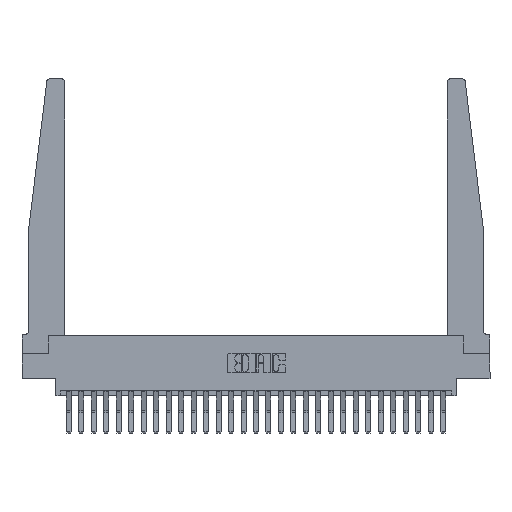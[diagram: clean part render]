
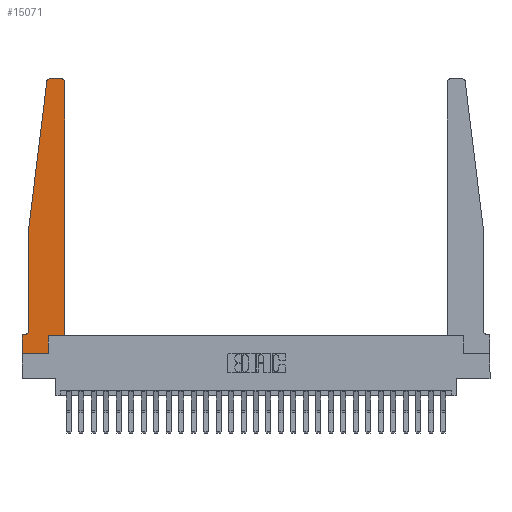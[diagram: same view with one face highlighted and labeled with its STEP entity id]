
A CAD part, top view. The second image highlights one B-rep face of the part: STEP entity #15071.
In plain terms, the highlighted planar face has unit normal (0, 0, 1).
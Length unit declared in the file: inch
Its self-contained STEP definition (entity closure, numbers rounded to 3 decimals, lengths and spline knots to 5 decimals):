
#103 = AXIS2_PLACEMENT_3D ( 'NONE', #25563, #13244, #824 ) ;
#301 = EDGE_CURVE ( 'NONE', #14367, #4153, #721, .T. ) ;
#721 = LINE ( 'NONE', #21372, #11157 ) ;
#824 = DIRECTION ( 'NONE',  ( -1., 0., 0. ) ) ;
#917 = CARTESIAN_POINT ( 'NONE',  ( 0.425, 0.18, 0.37 ) ) ;
#1033 = LINE ( 'NONE', #3478, #23625 ) ;
#1214 = ORIENTED_EDGE ( 'NONE', *, *, #24494, .T. ) ;
#1737 = CARTESIAN_POINT ( 'NONE',  ( 0.25, 2.75, 0.37 ) ) ;
#1741 = VERTEX_POINT ( 'NONE', #2177 ) ;
#1781 = ORIENTED_EDGE ( 'NONE', *, *, #6800, .T. ) ;
#2177 = CARTESIAN_POINT ( 'NONE',  ( 0.395, 2.75, 0.37 ) ) ;
#2338 = VECTOR ( 'NONE', #24632, 39.37008 ) ;
#2418 = CIRCLE ( 'NONE', #103, 0.05 ) ;
#2509 = CARTESIAN_POINT ( 'NONE',  ( 0.2605, 0.18, 0.37 ) ) ;
#2903 = CARTESIAN_POINT ( 'NONE',  ( 0.27653, 2.72, 0.37 ) ) ;
#3376 = EDGE_CURVE ( 'NONE', #1741, #21898, #16710, .T. ) ;
#3478 = CARTESIAN_POINT ( 'NONE',  ( 0., 0., 0.37 ) ) ;
#3582 = CARTESIAN_POINT ( 'NONE',  ( 0.2605, 0., 0.37 ) ) ;
#3855 = DIRECTION ( 'NONE',  ( -1., 0., 0. ) ) ;
#3871 = PLANE ( 'NONE',  #22136 ) ;
#3927 = VECTOR ( 'NONE', #24639, 39.37008 ) ;
#4153 = VERTEX_POINT ( 'NONE', #25219 ) ;
#4360 = VERTEX_POINT ( 'NONE', #13623 ) ;
#4403 = VERTEX_POINT ( 'NONE', #26015 ) ;
#4700 = ORIENTED_EDGE ( 'NONE', *, *, #3376, .T. ) ;
#4751 = ORIENTED_EDGE ( 'NONE', *, *, #8826, .T. ) ;
#4983 = DIRECTION ( 'NONE',  ( 1., 0., 0. ) ) ;
#5431 = ORIENTED_EDGE ( 'NONE', *, *, #301, .T. ) ;
#5687 = ORIENTED_EDGE ( 'NONE', *, *, #22588, .T. ) ;
#6003 = ORIENTED_EDGE ( 'NONE', *, *, #8352, .T. ) ;
#6115 = CARTESIAN_POINT ( 'NONE',  ( 0.065, 1.25, 0.37 ) ) ;
#6222 = LINE ( 'NONE', #20362, #21971 ) ;
#6473 = EDGE_CURVE ( 'NONE', #19441, #4403, #7885, .T. ) ;
#6666 = CARTESIAN_POINT ( 'NONE',  ( 0.425, 0.18, 0.37 ) ) ;
#6800 = EDGE_CURVE ( 'NONE', #4403, #20724, #6222, .T. ) ;
#7885 = LINE ( 'NONE', #6115, #2338 ) ;
#8228 = CARTESIAN_POINT ( 'NONE',  ( 0.2605, 0.18, 0.37 ) ) ;
#8352 = EDGE_CURVE ( 'NONE', #21898, #19441, #11555, .T. ) ;
#8548 = VECTOR ( 'NONE', #16931, 39.37008 ) ;
#8826 = EDGE_CURVE ( 'NONE', #4360, #24386, #12517, .T. ) ;
#9494 = CARTESIAN_POINT ( 'NONE',  ( 0.065, 0.2375, 0.37 ) ) ;
#9892 = CARTESIAN_POINT ( 'NONE',  ( 0., 0., 0.37 ) ) ;
#10174 = DIRECTION ( 'NONE',  ( 0., 0., 1. ) ) ;
#11157 = VECTOR ( 'NONE', #25842, 39.37008 ) ;
#11208 = EDGE_CURVE ( 'NONE', #12507, #14367, #19457, .T. ) ;
#11555 = CIRCLE ( 'NONE', #11748, 0.03 ) ;
#11748 = AXIS2_PLACEMENT_3D ( 'NONE', #2903, #17355, #4983 ) ;
#12282 = CARTESIAN_POINT ( 'NONE',  ( 0.395, 2.72, 0.37 ) ) ;
#12507 = VERTEX_POINT ( 'NONE', #2509 ) ;
#12517 = LINE ( 'NONE', #12646, #17359 ) ;
#12646 = CARTESIAN_POINT ( 'NONE',  ( 0., 0., 0.37 ) ) ;
#12920 = CARTESIAN_POINT ( 'NONE',  ( 0.27653, 2.75, 0.37 ) ) ;
#13244 = DIRECTION ( 'NONE',  ( 0., 0., -1. ) ) ;
#13623 = CARTESIAN_POINT ( 'NONE',  ( 0., 0.1875, 0.37 ) ) ;
#14354 = DIRECTION ( 'NONE',  ( 1., 0., 0. ) ) ;
#14367 = VERTEX_POINT ( 'NONE', #917 ) ;
#14716 = DIRECTION ( 'NONE',  ( 0., -1., 0. ) ) ;
#15071 = ADVANCED_FACE ( 'NONE', ( #15232 ), #3871, .T. ) ;
#15119 = ORIENTED_EDGE ( 'NONE', *, *, #25007, .T. ) ;
#15232 = FACE_OUTER_BOUND ( 'NONE', #20767, .T. ) ;
#15856 = DIRECTION ( 'NONE',  ( 1., 0., 0. ) ) ;
#16243 = CARTESIAN_POINT ( 'NONE',  ( 0.065, 0.1875, 0.37 ) ) ;
#16710 = LINE ( 'NONE', #1737, #20861 ) ;
#16931 = DIRECTION ( 'NONE',  ( 1., 0., 0. ) ) ;
#17032 = ORIENTED_EDGE ( 'NONE', *, *, #24899, .T. ) ;
#17355 = DIRECTION ( 'NONE',  ( 0., 0., 1. ) ) ;
#17359 = VECTOR ( 'NONE', #14716, 39.37008 ) ;
#17982 = ORIENTED_EDGE ( 'NONE', *, *, #26227, .T. ) ;
#18090 = VECTOR ( 'NONE', #3855, 39.37008 ) ;
#18306 = DIRECTION ( 'NONE',  ( 0., -1., 0. ) ) ;
#18778 = CIRCLE ( 'NONE', #21092, 0.03 ) ;
#19441 = VERTEX_POINT ( 'NONE', #25965 ) ;
#19457 = LINE ( 'NONE', #6666, #8548 ) ;
#20216 = DIRECTION ( 'NONE',  ( -1., 0., 0. ) ) ;
#20362 = CARTESIAN_POINT ( 'NONE',  ( 0.065, 1.25, 0.37 ) ) ;
#20389 = LINE ( 'NONE', #8228, #3927 ) ;
#20724 = VERTEX_POINT ( 'NONE', #9494 ) ;
#20767 = EDGE_LOOP ( 'NONE', ( #4700, #6003, #23054, #1781, #5687, #17982, #4751, #17032, #15119, #21213, #5431, #1214 ) ) ;
#20861 = VECTOR ( 'NONE', #20216, 39.37008 ) ;
#21092 = AXIS2_PLACEMENT_3D ( 'NONE', #12282, #26635, #14354 ) ;
#21213 = ORIENTED_EDGE ( 'NONE', *, *, #11208, .T. ) ;
#21372 = CARTESIAN_POINT ( 'NONE',  ( 0.425, 0.18, 0.37 ) ) ;
#21898 = VERTEX_POINT ( 'NONE', #12920 ) ;
#21971 = VECTOR ( 'NONE', #18306, 39.37008 ) ;
#22136 = AXIS2_PLACEMENT_3D ( 'NONE', #26479, #10174, #24506 ) ;
#22146 = VERTEX_POINT ( 'NONE', #24301 ) ;
#22588 = EDGE_CURVE ( 'NONE', #20724, #22146, #2418, .T. ) ;
#22876 = LINE ( 'NONE', #16243, #18090 ) ;
#23054 = ORIENTED_EDGE ( 'NONE', *, *, #6473, .T. ) ;
#23625 = VECTOR ( 'NONE', #15856, 39.37008 ) ;
#24301 = CARTESIAN_POINT ( 'NONE',  ( 0.015, 0.1875, 0.37 ) ) ;
#24372 = VERTEX_POINT ( 'NONE', #3582 ) ;
#24386 = VERTEX_POINT ( 'NONE', #9892 ) ;
#24494 = EDGE_CURVE ( 'NONE', #4153, #1741, #18778, .T. ) ;
#24506 = DIRECTION ( 'NONE',  ( 1., 0., 0. ) ) ;
#24632 = DIRECTION ( 'NONE',  ( -0.122, -0.992, 0. ) ) ;
#24639 = DIRECTION ( 'NONE',  ( 0., 1., 0. ) ) ;
#24899 = EDGE_CURVE ( 'NONE', #24386, #24372, #1033, .T. ) ;
#25007 = EDGE_CURVE ( 'NONE', #24372, #12507, #20389, .T. ) ;
#25219 = CARTESIAN_POINT ( 'NONE',  ( 0.425, 2.72, 0.37 ) ) ;
#25563 = CARTESIAN_POINT ( 'NONE',  ( 0.015, 0.2375, 0.37 ) ) ;
#25842 = DIRECTION ( 'NONE',  ( 0., 1., 0. ) ) ;
#25965 = CARTESIAN_POINT ( 'NONE',  ( 0.24675, 2.72367, 0.37 ) ) ;
#26015 = CARTESIAN_POINT ( 'NONE',  ( 0.065, 1.25, 0.37 ) ) ;
#26227 = EDGE_CURVE ( 'NONE', #22146, #4360, #22876, .T. ) ;
#26479 = CARTESIAN_POINT ( 'NONE',  ( 0., 0.1875, 0.37 ) ) ;
#26635 = DIRECTION ( 'NONE',  ( 0., 0., 1. ) ) ;
